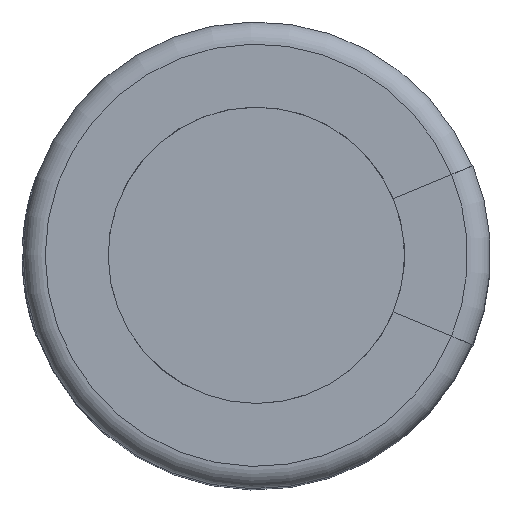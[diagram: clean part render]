
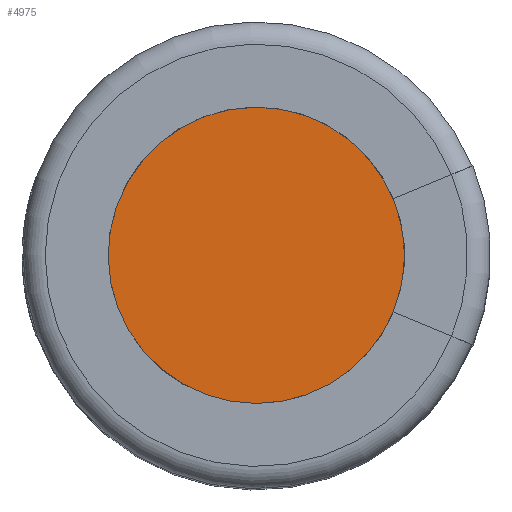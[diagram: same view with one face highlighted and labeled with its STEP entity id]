
A CAD part, top view. The second image highlights one B-rep face of the part: STEP entity #4975.
In plain terms, the highlighted planar face has unit normal (0, 0, 1).
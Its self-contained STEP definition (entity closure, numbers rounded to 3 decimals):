
#147=PLANE('',#5356);
#1384=FACE_OUTER_BOUND('',#1671,.T.);
#1671=EDGE_LOOP('',(#3525));
#1920=CIRCLE('',#5238,2.);
#1972=VERTEX_POINT('',#6728);
#2462=EDGE_CURVE('',#1972,#1972,#1920,.T.);
#3525=ORIENTED_EDGE('',*,*,#2462,.T.);
#4975=ADVANCED_FACE('',(#1384),#147,.T.);
#5238=AXIS2_PLACEMENT_3D('',#6729,#5628,#5629);
#5356=AXIS2_PLACEMENT_3D('',#8409,#5963,#5964);
#5628=DIRECTION('center_axis',(0.,0.,1.));
#5629=DIRECTION('ref_axis',(0.,1.,0.));
#5963=DIRECTION('center_axis',(0.,0.,1.));
#5964=DIRECTION('ref_axis',(0.,1.,0.));
#6728=CARTESIAN_POINT('',(-0.003,-2.,10.8));
#6729=CARTESIAN_POINT('Origin',(-0.003,0.,10.8));
#8409=CARTESIAN_POINT('Origin',(-0.003,0.,10.8));
